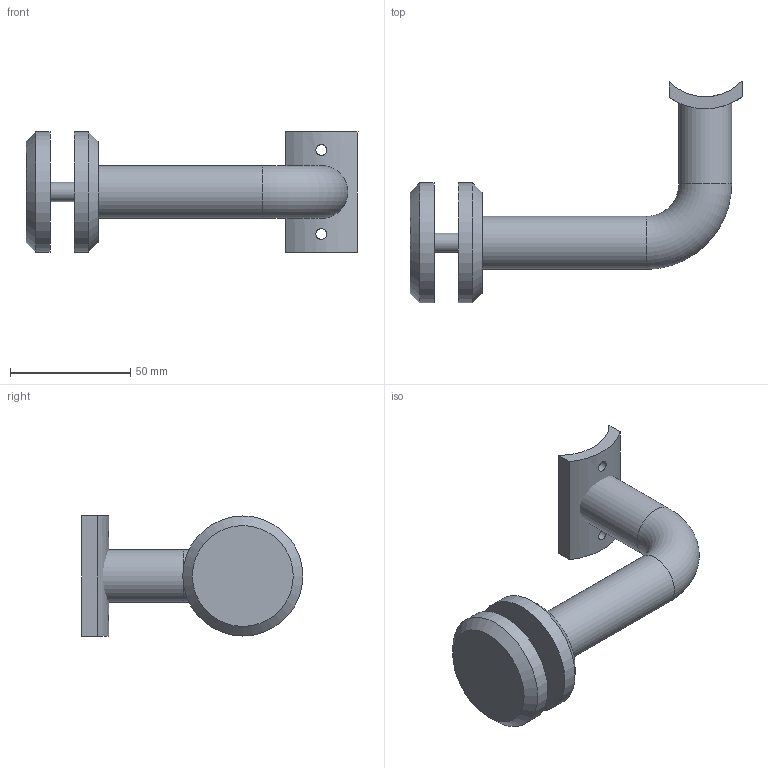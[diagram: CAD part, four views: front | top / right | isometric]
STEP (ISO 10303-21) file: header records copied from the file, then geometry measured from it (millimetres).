
FILE_DESCRIPTION(/* description */ (''),/* implementation_level */ '2;1');
FILE_NAME(/* name */ 'Handlauftraeger_X169.stp',/* time_stamp */ '2017-07-27T23:01:08+02:00',/* author */ (''),/* organization */ (''),/* preprocessor_version */ 'ST-DEVELOPER v16',/* originating_system */ 'SIEMENS PLM Software NX 11.0',/* authorisation */ '');
FILE_SCHEMA (('AUTOMOTIVE_DESIGN { 1 0 10303 214 3 1 1 1 }'));
Length unit declared in the file: millimetre
Products named in the file (1): Goge0BA4595Brp10
Bounding box: 138.28 x 92.31 x 50 mm (x, y, z)
Volume: 99535.2 mm3; surface area: 24539.7 mm2
Topology: 2 solids, 2 shells, 22 faces, 42 edges, 27 vertices
Faces by surface type: plane 10, cylinder 9, cone 2, torus 1
Full cylindrical faces by diameter (mm): 4.5 x2, 8 x1, 22 x2, 50 x2
Entity records: 754 total; most frequent: CARTESIAN_POINT 296, DIRECTION 91, ORIENTED_EDGE 62, AXIS2_PLACEMENT_3D 41, EDGE_LOOP 39, FACE_BOUND 32, EDGE_CURVE 31, VERTEX_POINT 26
